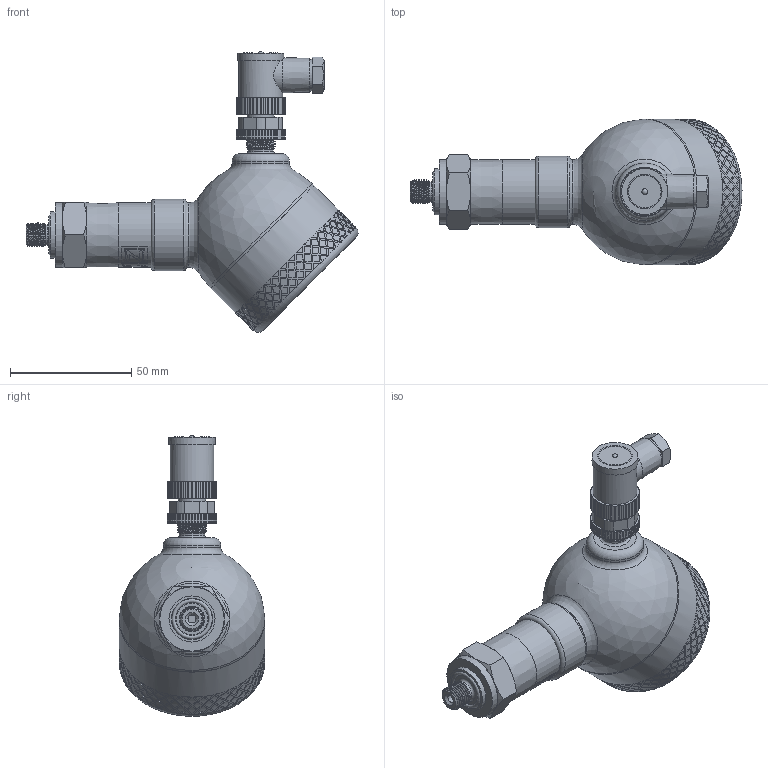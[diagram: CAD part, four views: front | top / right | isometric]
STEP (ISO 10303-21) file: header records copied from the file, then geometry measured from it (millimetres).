
FILE_DESCRIPTION(/* description */ (''),/* implementation_level */ '2;1');
FILE_NAME(/* name */ 'APZ3420FH_5_M12x1-angular.step',/* time_stamp */ '2021-06-30T14:32:44+03:00',/* author */ (''),/* organization */ (''),/* preprocessor_version */ 'ST-DEVELOPER v18.1',/* originating_system */ 'Autodesk Translation Framework v10.9.0.1377',/* authorisation */ '');
FILE_SCHEMA (('AUTOMOTIVE_DESIGN { 1 0 10303 214 3 1 1 }'));
Length unit declared in the file: millimetre
Products named in the file (7): Полевой корпус 
3420 3421 3230 заполненный; M10x1 DIN; FieldHousing Assembly v16; main body; Крышка без 
дисплея; Адаптер М12х1; M12x1 female angular v10
Assembly tree (6 placements, depth 3):
  Полевой корпус 
3420 3421 3230 заполненный
    M10x1 DIN
    FieldHousing Assembly v16
      main body
      Крышка без 
дисплея
      Адаптер М12х1
      M12x1 female angular v10
Bounding box: 136.91 x 60.1 x 115.68 mm (x, y, z)
Volume: 174763.1 mm3; surface area: 46790.2 mm2
Topology: 7 solids, 7 shells, 1605 faces, 4033 edges, 2650 vertices
Faces by surface type: bspline 878, cylinder 499, plane 170, cone 29, torus 25, sphere 4
Full cylindrical faces by diameter (mm): 1 x4, 3.3 x1, 7 x1, 8 x1, 8.5 x1, 8.744 x4, 9.3 x1, 9.471 x2, 9.884 x3, 10.5 x2, 10.741 x7, 11.035 x4, 11.156 x1, 11.884 x6, 12.152 x4, 13 x1, 13.5 x1, 16.7 x1, 18 x1, 19 x2, 19.7 x1, 21.6 x1, 22.4 x1, 23.6 x1, 24.5 x2, 26.5 x1, 29.5 x1, 55 x9, 56.5 x1, 57.2 x1
Entity records: 67945 total; most frequent: CARTESIAN_POINT 36282, ORIENTED_EDGE 8064, EDGE_CURVE 4032, DIRECTION 3693, VERTEX_POINT 2650, B_SPLINE_CURVE_WITH_KNOTS 2573, EDGE_LOOP 1820, FACE_OUTER_BOUND 1605
